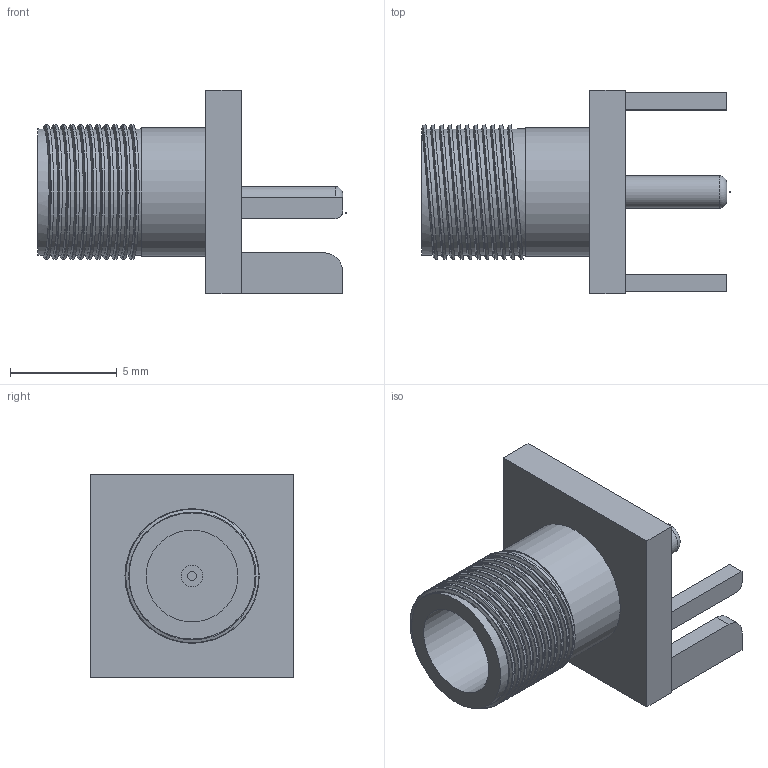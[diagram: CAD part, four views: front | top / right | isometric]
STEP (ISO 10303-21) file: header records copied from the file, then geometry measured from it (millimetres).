
FILE_DESCRIPTION(/* description */ ('model of SMA_Molex_73251-1153_EdgeMount_Horizontal'),/* implementation_level */ '2;1');
FILE_NAME(/* name */ 'SMA_Molex_73251-1153_EdgeMount_Horizontal.step',/* time_stamp */ '2019-01-01T19:50:53',/* author */ ('kicad StepUp','ksu'),/* organization */ ('FreeCAD'),/* preprocessor_version */ 'OCC',/* originating_system */ 'kicad StepUp',/* authorisation */ '');
FILE_SCHEMA(('AUTOMOTIVE_DESIGN { 1 0 10303 214 1 1 1 1 }'));
Length unit declared in the file: millimetre
Products named in the file (1): SMA_Molex_73251_1153
Bounding box: 14.44 x 9.52 x 9.52 mm (x, y, z)
Volume: 361.4 mm3; surface area: 612.1 mm2
Topology: 2 solids, 2 shells, 111 faces, 203 edges, 128 vertices
Faces by surface type: plane 56, cylinder 32, cone 22, torus 1
Full cylindrical faces by diameter (mm): 0.02 x1, 0.4 x1, 1.52 x1, 4.3 x1, 5.9 x12, 6 x1, 6.3 x11
Entity records: 3519 total; most frequent: DIRECTION 516, CARTESIAN_POINT 443, ORIENTED_EDGE 406, EDGE_CURVE 203, AXIS2_PLACEMENT_3D 201, FACE_BOUND 143, EDGE_LOOP 143, VERTEX_POINT 128
